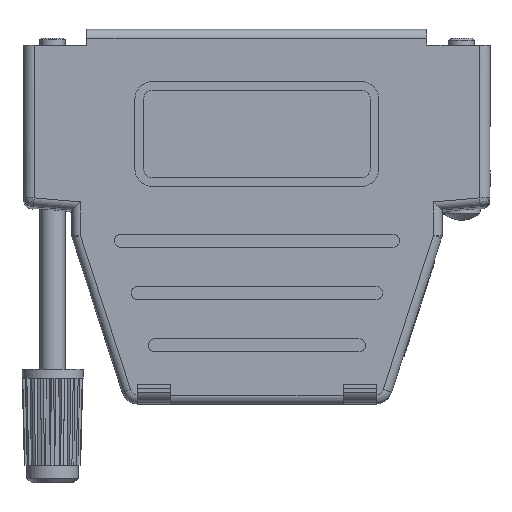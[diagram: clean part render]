
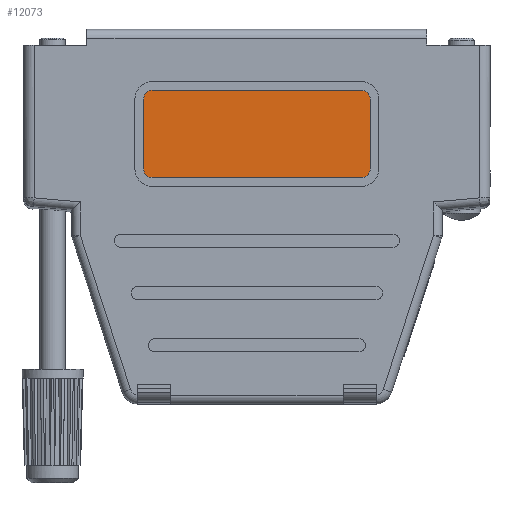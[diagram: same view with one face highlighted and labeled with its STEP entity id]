
A CAD part, front view. The second image highlights one B-rep face of the part: STEP entity #12073.
In plain terms, the highlighted planar face has unit normal (0, -1, 0).
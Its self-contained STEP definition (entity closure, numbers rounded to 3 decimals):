
#825 = DIRECTION ( 'NONE',  ( 0., -1., 0. ) ) ;
#860 = LINE ( 'NONE', #19356, #9589 ) ;
#1881 = LINE ( 'NONE', #7769, #25993 ) ;
#2966 = CARTESIAN_POINT ( 'NONE',  ( -13., 0.2, -8. ) ) ;
#3995 = LINE ( 'NONE', #6285, #10729 ) ;
#4027 = AXIS2_PLACEMENT_3D ( 'NONE', #25431, #7102, #17168 ) ;
#4156 = CARTESIAN_POINT ( 'NONE',  ( -12., 0.2, -7. ) ) ;
#4667 = ORIENTED_EDGE ( 'NONE', *, *, #9712, .T. ) ;
#5012 = ORIENTED_EDGE ( 'NONE', *, *, #19337, .T. ) ;
#5605 = DIRECTION ( 'NONE',  ( 0., -1., 0. ) ) ;
#6208 = CARTESIAN_POINT ( 'NONE',  ( 13., 0.2, -8. ) ) ;
#6230 = VERTEX_POINT ( 'NONE', #26171 ) ;
#6285 = CARTESIAN_POINT ( 'NONE',  ( 13., 0.2, -16. ) ) ;
#7102 = DIRECTION ( 'NONE',  ( 0., -1., 0. ) ) ;
#7211 = EDGE_CURVE ( 'NONE', #10837, #15685, #7591, .T. ) ;
#7266 = EDGE_LOOP ( 'NONE', ( #5012, #8006, #7655, #17582, #16538, #4667, #22762, #24747 ) ) ;
#7462 = CARTESIAN_POINT ( 'NONE',  ( -12., 0.2, -17. ) ) ;
#7591 = CIRCLE ( 'NONE', #20012, 1. ) ;
#7614 = CARTESIAN_POINT ( 'NONE',  ( -13., 0.2, -16. ) ) ;
#7655 = ORIENTED_EDGE ( 'NONE', *, *, #22614, .T. ) ;
#7769 = CARTESIAN_POINT ( 'NONE',  ( 12., 0.2, -7. ) ) ;
#8006 = ORIENTED_EDGE ( 'NONE', *, *, #10560, .T. ) ;
#8078 = VERTEX_POINT ( 'NONE', #4156 ) ;
#8530 = VERTEX_POINT ( 'NONE', #25495 ) ;
#9004 = DIRECTION ( 'NONE',  ( 0., 0., -1. ) ) ;
#9038 = DIRECTION ( 'NONE',  ( 0., 0., -1. ) ) ;
#9200 = DIRECTION ( 'NONE',  ( 0., -1., 0. ) ) ;
#9254 = AXIS2_PLACEMENT_3D ( 'NONE', #19190, #825, #9004 ) ;
#9589 = VECTOR ( 'NONE', #9038, 1000. ) ;
#9712 = EDGE_CURVE ( 'NONE', #15685, #6230, #21656, .T. ) ;
#9766 = CARTESIAN_POINT ( 'NONE',  ( -12., 0.2, -8. ) ) ;
#10560 = EDGE_CURVE ( 'NONE', #8530, #8078, #1881, .T. ) ;
#10729 = VECTOR ( 'NONE', #24360, 1000. ) ;
#10837 = VERTEX_POINT ( 'NONE', #7614 ) ;
#11013 = PLANE ( 'NONE',  #9254 ) ;
#11356 = DIRECTION ( 'NONE',  ( 1., 0., 0. ) ) ;
#11974 = VERTEX_POINT ( 'NONE', #2966 ) ;
#12073 = ADVANCED_FACE ( 'NONE', ( #17054 ), #11013, .T. ) ;
#13789 = CARTESIAN_POINT ( 'NONE',  ( -12., 0.2, -17. ) ) ;
#15255 = CARTESIAN_POINT ( 'NONE',  ( 12., 0.2, -8. ) ) ;
#15288 = VECTOR ( 'NONE', #11356, 1000. ) ;
#15685 = VERTEX_POINT ( 'NONE', #13789 ) ;
#15782 = EDGE_CURVE ( 'NONE', #25606, #19806, #3995, .T. ) ;
#15798 = DIRECTION ( 'NONE',  ( 0., -1., 0. ) ) ;
#16352 = DIRECTION ( 'NONE',  ( -1., 0., 0. ) ) ;
#16401 = CIRCLE ( 'NONE', #18118, 1. ) ;
#16538 = ORIENTED_EDGE ( 'NONE', *, *, #7211, .T. ) ;
#17054 = FACE_OUTER_BOUND ( 'NONE', #7266, .T. ) ;
#17168 = DIRECTION ( 'NONE',  ( 0., 0., -1. ) ) ;
#17582 = ORIENTED_EDGE ( 'NONE', *, *, #19527, .T. ) ;
#17933 = CARTESIAN_POINT ( 'NONE',  ( 13., 0.2, -16. ) ) ;
#18118 = AXIS2_PLACEMENT_3D ( 'NONE', #9766, #15798, #23817 ) ;
#19190 = CARTESIAN_POINT ( 'NONE',  ( 12., 0.2, -8. ) ) ;
#19337 = EDGE_CURVE ( 'NONE', #19806, #8530, #25383, .T. ) ;
#19356 = CARTESIAN_POINT ( 'NONE',  ( -13., 0.2, -8. ) ) ;
#19386 = CARTESIAN_POINT ( 'NONE',  ( -12., 0.2, -16. ) ) ;
#19438 = AXIS2_PLACEMENT_3D ( 'NONE', #15255, #5605, #19815 ) ;
#19443 = CIRCLE ( 'NONE', #4027, 1. ) ;
#19527 = EDGE_CURVE ( 'NONE', #11974, #10837, #860, .T. ) ;
#19806 = VERTEX_POINT ( 'NONE', #6208 ) ;
#19815 = DIRECTION ( 'NONE',  ( 0., 0., -1. ) ) ;
#20012 = AXIS2_PLACEMENT_3D ( 'NONE', #19386, #9200, #25385 ) ;
#21656 = LINE ( 'NONE', #7462, #15288 ) ;
#22614 = EDGE_CURVE ( 'NONE', #8078, #11974, #16401, .T. ) ;
#22762 = ORIENTED_EDGE ( 'NONE', *, *, #23688, .T. ) ;
#23688 = EDGE_CURVE ( 'NONE', #6230, #25606, #19443, .T. ) ;
#23817 = DIRECTION ( 'NONE',  ( 0., 0., -1. ) ) ;
#24360 = DIRECTION ( 'NONE',  ( 0., 0., 1. ) ) ;
#24747 = ORIENTED_EDGE ( 'NONE', *, *, #15782, .T. ) ;
#25383 = CIRCLE ( 'NONE', #19438, 1. ) ;
#25385 = DIRECTION ( 'NONE',  ( 0., 0., -1. ) ) ;
#25431 = CARTESIAN_POINT ( 'NONE',  ( 12., 0.2, -16. ) ) ;
#25495 = CARTESIAN_POINT ( 'NONE',  ( 12., 0.2, -7. ) ) ;
#25606 = VERTEX_POINT ( 'NONE', #17933 ) ;
#25993 = VECTOR ( 'NONE', #16352, 1000. ) ;
#26171 = CARTESIAN_POINT ( 'NONE',  ( 12., 0.2, -17. ) ) ;
